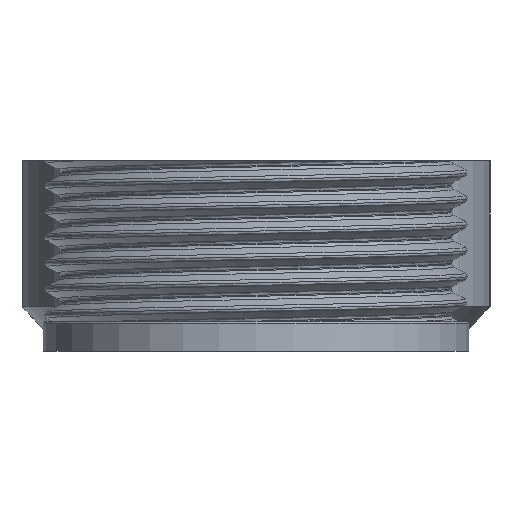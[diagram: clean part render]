
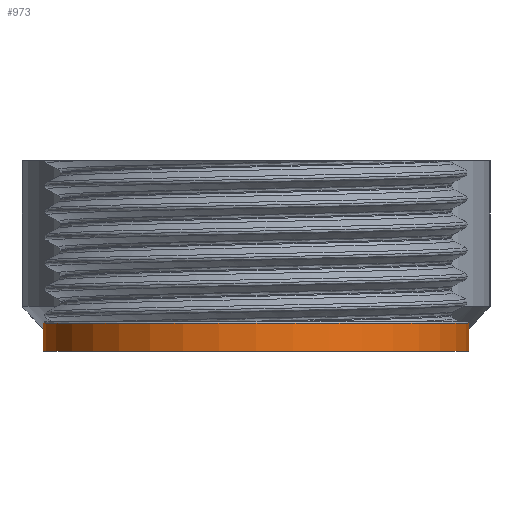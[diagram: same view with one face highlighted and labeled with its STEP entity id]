
A CAD part, left-side view. The second image highlights one B-rep face of the part: STEP entity #973.
In plain terms, the highlighted cylindrical face has radius 19 mm (diameter 38 mm), a full revolution.
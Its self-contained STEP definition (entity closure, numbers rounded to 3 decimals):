
#100=FACE_OUTER_BOUND('',#159,.T.);
#159=EDGE_LOOP('',(#864,#865,#866,#867));
#202=CIRCLE('',#1067,19.);
#203=CIRCLE('',#1069,19.);
#312=LINE('',#8739,#347);
#347=VECTOR('',#1264,19.);
#441=VERTEX_POINT('',#8734);
#442=VERTEX_POINT('',#8738);
#585=EDGE_CURVE('',#441,#441,#202,.T.);
#586=EDGE_CURVE('',#441,#442,#312,.T.);
#587=EDGE_CURVE('',#442,#442,#203,.T.);
#864=ORIENTED_EDGE('',*,*,#585,.F.);
#865=ORIENTED_EDGE('',*,*,#586,.T.);
#866=ORIENTED_EDGE('',*,*,#587,.F.);
#867=ORIENTED_EDGE('',*,*,#586,.F.);
#920=CYLINDRICAL_SURFACE('',#1068,19.);
#973=ADVANCED_FACE('',(#100),#920,.T.);
#1067=AXIS2_PLACEMENT_3D('',#8736,#1260,#1261);
#1068=AXIS2_PLACEMENT_3D('',#8737,#1262,#1263);
#1069=AXIS2_PLACEMENT_3D('',#8740,#1265,#1266);
#1260=DIRECTION('center_axis',(0.,0.,1.));
#1261=DIRECTION('ref_axis',(1.,0.,0.));
#1262=DIRECTION('center_axis',(0.,0.,1.));
#1263=DIRECTION('ref_axis',(1.,0.,0.));
#1264=DIRECTION('',(0.,0.,-1.));
#1265=DIRECTION('center_axis',(0.,0.,-1.));
#1266=DIRECTION('ref_axis',(1.,0.,0.));
#8734=CARTESIAN_POINT('',(-19.,0.,2.5));
#8736=CARTESIAN_POINT('Origin',(0.,0.,2.5));
#8737=CARTESIAN_POINT('Origin',(0.,0.,0.));
#8738=CARTESIAN_POINT('',(-19.,0.,0.));
#8739=CARTESIAN_POINT('',(-19.,0.,0.));
#8740=CARTESIAN_POINT('Origin',(0.,0.,0.));
